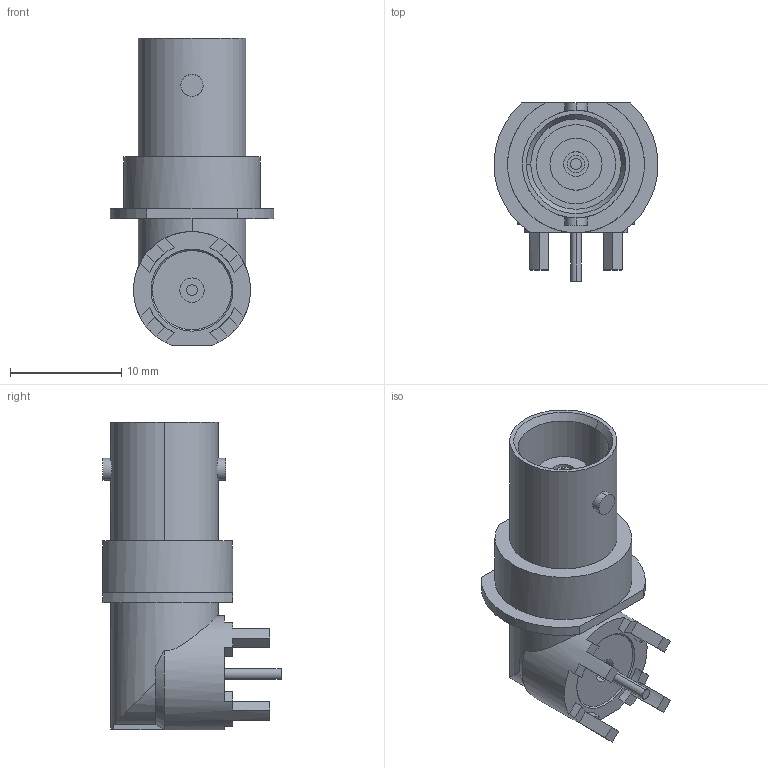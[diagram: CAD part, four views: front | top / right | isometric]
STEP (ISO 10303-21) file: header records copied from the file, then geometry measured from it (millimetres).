
FILE_DESCRIPTION((''),'2;1');
FILE_NAME('C-5415025-2','2008-08-01T',('workeradm'),('Tyco Electronics Corporation'),'PRO/ENGINEER BY PARAMETRIC TECHNOLOGY CORPORATION, 2005450','PRO/ENGINEER BY PARAMETRIC TECHNOLOGY CORPORATION, 2005450','');
FILE_SCHEMA(('CONFIG_CONTROL_DESIGN', 'GEOMETRIC_VALIDATION_PROPERTIES_MIM'));
Length unit declared in the file: millimetre
Products named in the file (1): C-5415025-2
Bounding box: 14.73 x 16 x 27.64 mm (x, y, z)
Volume: 2048.6 mm3; surface area: 1660.3 mm2
Topology: 1 solids, 1 shells, 92 faces, 226 edges, 149 vertices
Faces by surface type: plane 50, cylinder 36, cone 6
Entity records: 2998 total; most frequent: CARTESIAN_POINT 626, DIRECTION 488, ORIENTED_EDGE 452, EDGE_CURVE 226, AXIS2_PLACEMENT_3D 187, VERTEX_POINT 149, VECTOR 114, LINE 114
